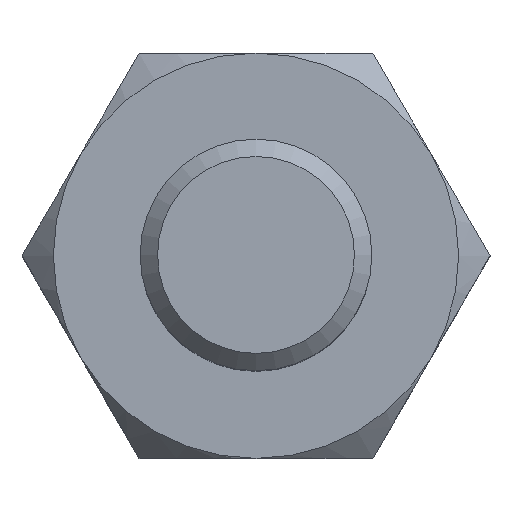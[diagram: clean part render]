
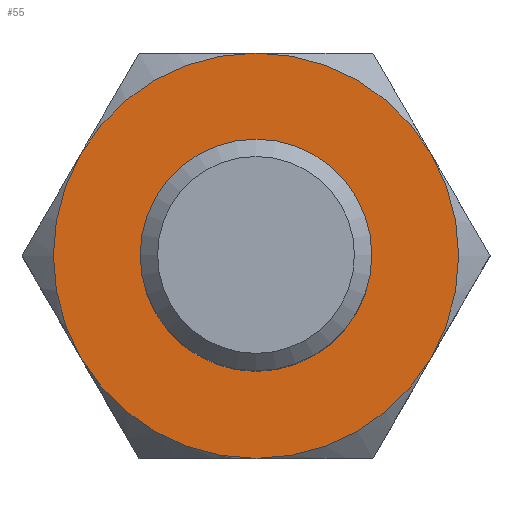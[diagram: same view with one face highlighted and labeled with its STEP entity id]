
A CAD part, top view. The second image highlights one B-rep face of the part: STEP entity #55.
In plain terms, the highlighted planar face has unit normal (0, 0, 1).
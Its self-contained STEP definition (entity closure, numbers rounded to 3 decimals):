
#55 = ADVANCED_FACE( '', ( #134, #135 ), #136, .T. );
#134 = FACE_BOUND( '', #246, .T. );
#135 = FACE_OUTER_BOUND( '', #247, .T. );
#136 = PLANE( '', #248 );
#246 = EDGE_LOOP( '', ( #352 ) );
#247 = EDGE_LOOP( '', ( #353, #354, #355, #356, #357, #358 ) );
#248 = AXIS2_PLACEMENT_3D( '', #359, #360, #361 );
#352 = ORIENTED_EDGE( '', *, *, #583, .T. );
#353 = ORIENTED_EDGE( '', *, *, #584, .F. );
#354 = ORIENTED_EDGE( '', *, *, #585, .F. );
#355 = ORIENTED_EDGE( '', *, *, #586, .F. );
#356 = ORIENTED_EDGE( '', *, *, #587, .T. );
#357 = ORIENTED_EDGE( '', *, *, #588, .F. );
#358 = ORIENTED_EDGE( '', *, *, #589, .F. );
#359 = CARTESIAN_POINT( '', ( 0., 0., 0. ) );
#360 = DIRECTION( '', ( 0., 0., 1. ) );
#361 = DIRECTION( '', ( 1., 0., 0. ) );
#583 = EDGE_CURVE( '', #668, #668, #669, .F. );
#584 = EDGE_CURVE( '', #670, #671, #672, .F. );
#585 = EDGE_CURVE( '', #673, #670, #674, .F. );
#586 = EDGE_CURVE( '', #675, #673, #676, .F. );
#587 = EDGE_CURVE( '', #675, #677, #678, .T. );
#588 = EDGE_CURVE( '', #679, #677, #680, .F. );
#589 = EDGE_CURVE( '', #671, #679, #681, .F. );
#668 = VERTEX_POINT( '', #787 );
#669 = CIRCLE( '', #788, 1.85 );
#670 = VERTEX_POINT( '', #789 );
#671 = VERTEX_POINT( '', #790 );
#672 = CIRCLE( '', #791, 3.5 );
#673 = VERTEX_POINT( '', #792 );
#674 = CIRCLE( '', #793, 3.5 );
#675 = VERTEX_POINT( '', #794 );
#676 = CIRCLE( '', #795, 3.5 );
#677 = VERTEX_POINT( '', #796 );
#678 = CIRCLE( '', #797, 3.5 );
#679 = VERTEX_POINT( '', #798 );
#680 = CIRCLE( '', #799, 3.5 );
#681 = CIRCLE( '', #800, 3.5 );
#787 = CARTESIAN_POINT( '', ( 1.85, 0., 0. ) );
#788 = AXIS2_PLACEMENT_3D( '', #1063, #1064, #1065 );
#789 = CARTESIAN_POINT( '', ( 3.031, -1.75, 0. ) );
#790 = CARTESIAN_POINT( '', ( 0., -3.5, 0. ) );
#791 = AXIS2_PLACEMENT_3D( '', #1066, #1067, #1068 );
#792 = CARTESIAN_POINT( '', ( 3.031, 1.75, 0. ) );
#793 = AXIS2_PLACEMENT_3D( '', #1069, #1070, #1071 );
#794 = CARTESIAN_POINT( '', ( 0., 3.5, 0. ) );
#795 = AXIS2_PLACEMENT_3D( '', #1072, #1073, #1074 );
#796 = CARTESIAN_POINT( '', ( -3.031, 1.75, 0. ) );
#797 = AXIS2_PLACEMENT_3D( '', #1075, #1076, #1077 );
#798 = CARTESIAN_POINT( '', ( -3.031, -1.75, 0. ) );
#799 = AXIS2_PLACEMENT_3D( '', #1078, #1079, #1080 );
#800 = AXIS2_PLACEMENT_3D( '', #1081, #1082, #1083 );
#1063 = CARTESIAN_POINT( '', ( 0., 0., 0. ) );
#1064 = DIRECTION( '', ( 0., 0., 1. ) );
#1065 = DIRECTION( '', ( 1., 0., 0. ) );
#1066 = CARTESIAN_POINT( '', ( 0., 0., 0. ) );
#1067 = DIRECTION( '', ( 0., 0., 1. ) );
#1068 = DIRECTION( '', ( 1., 0., 0. ) );
#1069 = CARTESIAN_POINT( '', ( 0., 0., 0. ) );
#1070 = DIRECTION( '', ( 0., 0., 1. ) );
#1071 = DIRECTION( '', ( 1., 0., 0. ) );
#1072 = CARTESIAN_POINT( '', ( 0., 0., 0. ) );
#1073 = DIRECTION( '', ( 0., 0., 1. ) );
#1074 = DIRECTION( '', ( 1., 0., 0. ) );
#1075 = CARTESIAN_POINT( '', ( 0., 0., 0. ) );
#1076 = DIRECTION( '', ( 0., 0., 1. ) );
#1077 = DIRECTION( '', ( 1., 0., 0. ) );
#1078 = CARTESIAN_POINT( '', ( 0., 0., 0. ) );
#1079 = DIRECTION( '', ( 0., 0., 1. ) );
#1080 = DIRECTION( '', ( 1., 0., 0. ) );
#1081 = CARTESIAN_POINT( '', ( 0., 0., 0. ) );
#1082 = DIRECTION( '', ( 0., 0., 1. ) );
#1083 = DIRECTION( '', ( 1., 0., 0. ) );
